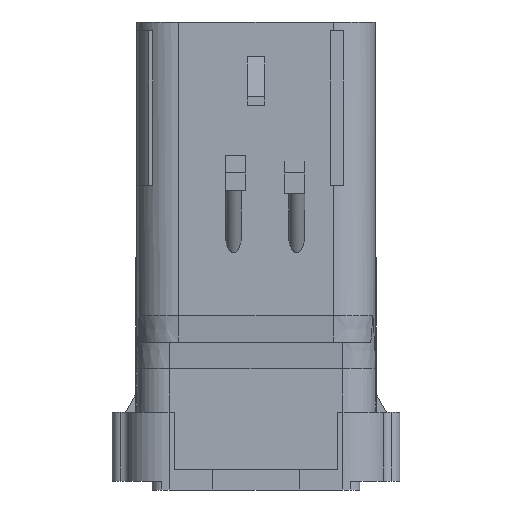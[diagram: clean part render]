
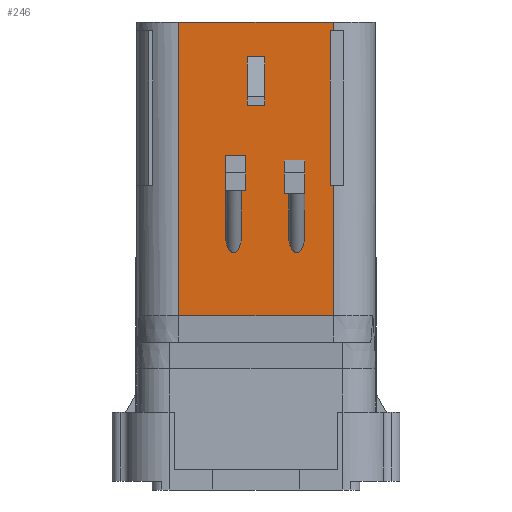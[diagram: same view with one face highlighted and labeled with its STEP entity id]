
A CAD part, front view. The second image highlights one B-rep face of the part: STEP entity #246.
In plain terms, the highlighted planar face has unit normal (0, -1, 0).
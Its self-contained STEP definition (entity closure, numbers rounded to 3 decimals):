
#113=FACE_BOUND('',#843,.T.);
#114=FACE_BOUND('',#844,.T.);
#115=FACE_BOUND('',#845,.T.);
#116=FACE_BOUND('',#846,.T.);
#124=ELLIPSE('',#4200,1.814,0.9);
#125=ELLIPSE('',#4201,1.814,0.9);
#246=ADVANCED_FACE('',(#113,#114,#115,#116),#468,.T.);
#468=PLANE('',#4202);
#843=EDGE_LOOP('',(#1083,#1084,#1085,#1086,#1087,#1088));
#844=EDGE_LOOP('',(#1089,#1090,#1091,#1092));
#845=EDGE_LOOP('',(#1093,#1094,#1095,#1096,#1097,#1098));
#846=EDGE_LOOP('',(#1099,#1100,#1101,#1102,#1103,#1104,#1105,#1106));
#1083=ORIENTED_EDGE('',*,*,#2670,.T.);
#1084=ORIENTED_EDGE('',*,*,#2671,.T.);
#1085=ORIENTED_EDGE('',*,*,#2672,.F.);
#1086=ORIENTED_EDGE('',*,*,#2673,.T.);
#1087=ORIENTED_EDGE('',*,*,#2674,.T.);
#1088=ORIENTED_EDGE('',*,*,#2675,.T.);
#1089=ORIENTED_EDGE('',*,*,#2676,.T.);
#1090=ORIENTED_EDGE('',*,*,#2677,.T.);
#1091=ORIENTED_EDGE('',*,*,#2678,.F.);
#1092=ORIENTED_EDGE('',*,*,#2679,.F.);
#1093=ORIENTED_EDGE('',*,*,#2680,.T.);
#1094=ORIENTED_EDGE('',*,*,#2681,.T.);
#1095=ORIENTED_EDGE('',*,*,#2682,.T.);
#1096=ORIENTED_EDGE('',*,*,#2683,.T.);
#1097=ORIENTED_EDGE('',*,*,#2684,.T.);
#1098=ORIENTED_EDGE('',*,*,#2685,.T.);
#1099=ORIENTED_EDGE('',*,*,#2686,.F.);
#1100=ORIENTED_EDGE('',*,*,#2687,.F.);
#1101=ORIENTED_EDGE('',*,*,#2688,.F.);
#1102=ORIENTED_EDGE('',*,*,#2689,.T.);
#1103=ORIENTED_EDGE('',*,*,#2690,.T.);
#1104=ORIENTED_EDGE('',*,*,#2691,.T.);
#1105=ORIENTED_EDGE('',*,*,#2692,.F.);
#1106=ORIENTED_EDGE('',*,*,#2693,.T.);
#2283=VERTEX_POINT('',#5718);
#2284=VERTEX_POINT('',#5719);
#2285=VERTEX_POINT('',#5721);
#2286=VERTEX_POINT('',#5723);
#2287=VERTEX_POINT('',#5725);
#2288=VERTEX_POINT('',#5727);
#2289=VERTEX_POINT('',#5730);
#2290=VERTEX_POINT('',#5731);
#2291=VERTEX_POINT('',#5733);
#2292=VERTEX_POINT('',#5735);
#2293=VERTEX_POINT('',#5738);
#2294=VERTEX_POINT('',#5739);
#2295=VERTEX_POINT('',#5741);
#2296=VERTEX_POINT('',#5743);
#2297=VERTEX_POINT('',#5745);
#2298=VERTEX_POINT('',#5747);
#2299=VERTEX_POINT('',#5750);
#2300=VERTEX_POINT('',#5751);
#2301=VERTEX_POINT('',#5753);
#2302=VERTEX_POINT('',#5755);
#2303=VERTEX_POINT('',#5757);
#2304=VERTEX_POINT('',#5759);
#2305=VERTEX_POINT('',#5761);
#2306=VERTEX_POINT('',#5763);
#2670=EDGE_CURVE('',#2283,#2284,#124,.T.);
#2671=EDGE_CURVE('',#2284,#2285,#3268,.T.);
#2672=EDGE_CURVE('',#2286,#2285,#3269,.T.);
#2673=EDGE_CURVE('',#2286,#2287,#3270,.T.);
#2674=EDGE_CURVE('',#2287,#2288,#3271,.T.);
#2675=EDGE_CURVE('',#2288,#2283,#3272,.T.);
#2676=EDGE_CURVE('',#2289,#2290,#3273,.T.);
#2677=EDGE_CURVE('',#2290,#2291,#3274,.T.);
#2678=EDGE_CURVE('',#2292,#2291,#3275,.T.);
#2679=EDGE_CURVE('',#2289,#2292,#3276,.T.);
#2680=EDGE_CURVE('',#2293,#2294,#3277,.T.);
#2681=EDGE_CURVE('',#2294,#2295,#125,.T.);
#2682=EDGE_CURVE('',#2295,#2296,#3278,.T.);
#2683=EDGE_CURVE('',#2296,#2297,#3279,.T.);
#2684=EDGE_CURVE('',#2297,#2298,#3280,.T.);
#2685=EDGE_CURVE('',#2298,#2293,#3281,.T.);
#2686=EDGE_CURVE('',#2299,#2300,#3282,.T.);
#2687=EDGE_CURVE('',#2301,#2299,#3283,.T.);
#2688=EDGE_CURVE('',#2302,#2301,#3284,.T.);
#2689=EDGE_CURVE('',#2302,#2303,#3285,.T.);
#2690=EDGE_CURVE('',#2303,#2304,#3286,.T.);
#2691=EDGE_CURVE('',#2304,#2305,#3287,.T.);
#2692=EDGE_CURVE('',#2306,#2305,#3288,.T.);
#2693=EDGE_CURVE('',#2306,#2300,#3289,.T.);
#3268=LINE('',#5720,#3736);
#3269=LINE('',#5722,#3737);
#3270=LINE('',#5724,#3738);
#3271=LINE('',#5726,#3739);
#3272=LINE('',#5728,#3740);
#3273=LINE('',#5729,#3741);
#3274=LINE('',#5732,#3742);
#3275=LINE('',#5734,#3743);
#3276=LINE('',#5736,#3744);
#3277=LINE('',#5737,#3745);
#3278=LINE('',#5742,#3746);
#3279=LINE('',#5744,#3747);
#3280=LINE('',#5746,#3748);
#3281=LINE('',#5748,#3749);
#3282=LINE('',#5749,#3750);
#3283=LINE('',#5752,#3751);
#3284=LINE('',#5754,#3752);
#3285=LINE('',#5756,#3753);
#3286=LINE('',#5758,#3754);
#3287=LINE('',#5760,#3755);
#3288=LINE('',#5762,#3756);
#3289=LINE('',#5764,#3757);
#3736=VECTOR('',#4559,1.);
#3737=VECTOR('',#4560,1.);
#3738=VECTOR('',#4561,1.);
#3739=VECTOR('',#4562,1.);
#3740=VECTOR('',#4563,1.);
#3741=VECTOR('',#4564,1.);
#3742=VECTOR('',#4565,1.);
#3743=VECTOR('',#4566,1.);
#3744=VECTOR('',#4567,1.);
#3745=VECTOR('',#4568,1.);
#3746=VECTOR('',#4571,1.);
#3747=VECTOR('',#4572,1.);
#3748=VECTOR('',#4573,1.);
#3749=VECTOR('',#4574,1.);
#3750=VECTOR('',#4575,1.);
#3751=VECTOR('',#4576,1.);
#3752=VECTOR('',#4577,1.);
#3753=VECTOR('',#4578,1.);
#3754=VECTOR('',#4579,1.);
#3755=VECTOR('',#4580,1.);
#3756=VECTOR('',#4581,1.);
#3757=VECTOR('',#4582,1.);
#4200=AXIS2_PLACEMENT_3D('',#5717,#4557,#4558);
#4201=AXIS2_PLACEMENT_3D('',#5740,#4569,#4570);
#4202=AXIS2_PLACEMENT_3D('',#5765,#4583,#4584);
#4557=DIRECTION('',(0.,1.,0.));
#4558=DIRECTION('',(0.,0.,-1.));
#4559=DIRECTION('',(0.,0.,1.));
#4560=DIRECTION('',(1.,0.,0.));
#4561=DIRECTION('',(0.,0.,1.));
#4562=DIRECTION('',(1.,0.,0.));
#4563=DIRECTION('',(0.,0.,-1.));
#4564=DIRECTION('',(1.,0.,0.));
#4565=DIRECTION('',(0.,0.,-1.));
#4566=DIRECTION('',(1.,0.,0.));
#4567=DIRECTION('',(0.,0.,-1.));
#4568=DIRECTION('',(0.,0.,-1.));
#4569=DIRECTION('',(0.,1.,0.));
#4570=DIRECTION('',(0.,0.,-1.));
#4571=DIRECTION('',(0.,0.,1.));
#4572=DIRECTION('',(1.,0.,0.));
#4573=DIRECTION('',(0.,0.,-1.));
#4574=DIRECTION('',(-1.,0.,0.));
#4575=DIRECTION('',(1.,0.,0.));
#4576=DIRECTION('',(0.,0.,1.));
#4577=DIRECTION('',(-1.,0.,0.));
#4578=DIRECTION('',(0.,0.,1.));
#4579=DIRECTION('',(-1.,0.,0.));
#4580=DIRECTION('',(0.,0.,1.));
#4581=DIRECTION('',(-1.,0.,0.));
#4582=DIRECTION('',(0.,0.,1.));
#4583=DIRECTION('',(0.,-1.,0.));
#4584=DIRECTION('',(1.,0.,0.));
#5717=CARTESIAN_POINT('',(4.6,-6.2,10.664));
#5718=CARTESIAN_POINT('',(5.5,-6.2,10.664));
#5719=CARTESIAN_POINT('',(3.7,-6.2,10.664));
#5720=CARTESIAN_POINT('',(3.7,-6.2,10.795));
#5721=CARTESIAN_POINT('',(3.7,-6.2,15.5));
#5722=CARTESIAN_POINT('',(3.57,-6.2,15.5));
#5723=CARTESIAN_POINT('',(3.2,-6.2,15.5));
#5724=CARTESIAN_POINT('',(3.2,-6.2,18.931));
#5725=CARTESIAN_POINT('',(3.2,-6.2,19.306));
#5726=CARTESIAN_POINT('',(3.528,-6.2,19.306));
#5727=CARTESIAN_POINT('',(5.5,-6.2,19.306));
#5728=CARTESIAN_POINT('',(5.5,-6.2,19.88));
#5729=CARTESIAN_POINT('',(-1.,-6.2,31.));
#5730=CARTESIAN_POINT('',(-1.,-6.2,31.));
#5731=CARTESIAN_POINT('',(1.,-6.2,31.));
#5732=CARTESIAN_POINT('',(1.,-6.2,31.));
#5733=CARTESIAN_POINT('',(1.,-6.2,25.5));
#5734=CARTESIAN_POINT('',(-1.,-6.2,25.5));
#5735=CARTESIAN_POINT('',(-1.,-6.2,25.5));
#5736=CARTESIAN_POINT('',(-1.,-6.2,31.));
#5737=CARTESIAN_POINT('',(-1.65,-6.2,15.913));
#5738=CARTESIAN_POINT('',(-1.65,-6.2,15.85));
#5739=CARTESIAN_POINT('',(-1.65,-6.2,10.664));
#5740=CARTESIAN_POINT('',(-2.55,-6.2,10.664));
#5741=CARTESIAN_POINT('',(-3.45,-6.2,10.664));
#5742=CARTESIAN_POINT('',(-3.45,-6.2,20.013));
#5743=CARTESIAN_POINT('',(-3.45,-6.2,19.852));
#5744=CARTESIAN_POINT('',(-3.08,-6.2,19.852));
#5745=CARTESIAN_POINT('',(-1.15,-6.2,19.852));
#5746=CARTESIAN_POINT('',(-1.15,-6.2,19.497));
#5747=CARTESIAN_POINT('',(-1.15,-6.2,15.85));
#5748=CARTESIAN_POINT('',(-10.5,-6.2,15.85));
#5749=CARTESIAN_POINT('',(-15.6,-6.2,34.95));
#5750=CARTESIAN_POINT('',(-8.75,-6.2,34.95));
#5751=CARTESIAN_POINT('',(8.75,-6.2,34.95));
#5752=CARTESIAN_POINT('',(-8.75,-6.2,1.7));
#5753=CARTESIAN_POINT('',(-8.75,-6.2,1.7));
#5754=CARTESIAN_POINT('',(8.75,-6.2,1.7));
#5755=CARTESIAN_POINT('',(8.75,-6.2,1.7));
#5756=CARTESIAN_POINT('',(8.75,-6.2,1.7));
#5757=CARTESIAN_POINT('',(8.75,-6.2,16.45));
#5758=CARTESIAN_POINT('',(8.75,-6.2,16.45));
#5759=CARTESIAN_POINT('',(8.4,-6.2,16.45));
#5760=CARTESIAN_POINT('',(8.4,-6.2,14.7));
#5761=CARTESIAN_POINT('',(8.4,-6.2,33.95));
#5762=CARTESIAN_POINT('',(8.75,-6.2,33.95));
#5763=CARTESIAN_POINT('',(8.75,-6.2,33.95));
#5764=CARTESIAN_POINT('',(8.75,-6.2,33.95));
#5765=CARTESIAN_POINT('',(-10.5,-6.2,-1.575));
